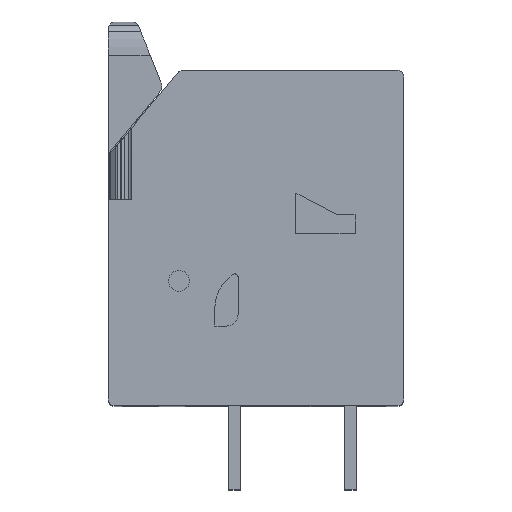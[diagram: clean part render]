
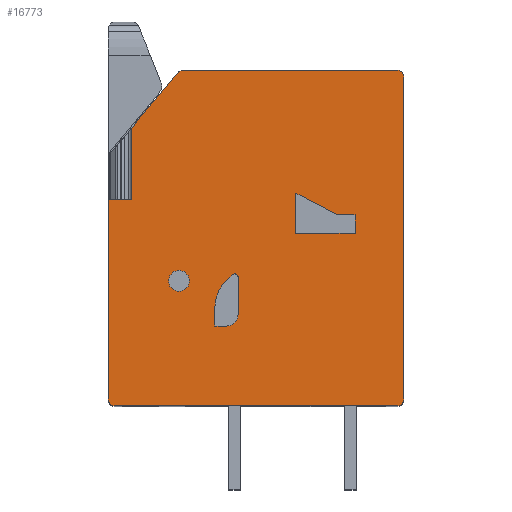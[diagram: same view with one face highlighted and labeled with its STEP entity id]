
A CAD part, top view. The second image highlights one B-rep face of the part: STEP entity #16773.
In plain terms, the highlighted planar face has unit normal (0, 0, 1).
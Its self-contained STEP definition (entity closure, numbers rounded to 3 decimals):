
#404=LINE('',#22296,#1716);
#405=LINE('',#22299,#1717);
#406=LINE('',#22301,#1718);
#407=LINE('',#22303,#1719);
#408=LINE('',#22305,#1720);
#409=LINE('',#22307,#1721);
#410=LINE('',#22309,#1722);
#411=LINE('',#22313,#1723);
#412=LINE('',#22317,#1724);
#413=LINE('',#22321,#1725);
#414=LINE('',#22325,#1726);
#415=LINE('',#22326,#1727);
#416=LINE('',#22329,#1728);
#417=LINE('',#22331,#1729);
#418=LINE('',#22333,#1730);
#419=LINE('',#22335,#1731);
#420=LINE('',#22336,#1732);
#421=LINE('',#22341,#1733);
#422=LINE('',#22345,#1734);
#423=LINE('',#22349,#1735);
#1716=VECTOR('',#18628,1000.);
#1717=VECTOR('',#18629,1000.);
#1718=VECTOR('',#18630,1000.);
#1719=VECTOR('',#18631,1000.);
#1720=VECTOR('',#18632,1000.);
#1721=VECTOR('',#18633,1000.);
#1722=VECTOR('',#18634,1000.);
#1723=VECTOR('',#18637,1000.);
#1724=VECTOR('',#18640,1000.);
#1725=VECTOR('',#18643,1000.);
#1726=VECTOR('',#18646,1000.);
#1727=VECTOR('',#18647,1000.);
#1728=VECTOR('',#18648,1000.);
#1729=VECTOR('',#18649,1000.);
#1730=VECTOR('',#18650,1000.);
#1731=VECTOR('',#18651,1000.);
#1732=VECTOR('',#18652,1000.);
#1733=VECTOR('',#18655,1000.);
#1734=VECTOR('',#18658,1000.);
#1735=VECTOR('',#18661,1000.);
#3028=ORIENTED_EDGE('',*,*,#6758,.F.);
#3029=ORIENTED_EDGE('',*,*,#6759,.F.);
#3030=ORIENTED_EDGE('',*,*,#6760,.T.);
#3031=ORIENTED_EDGE('',*,*,#6761,.T.);
#3032=ORIENTED_EDGE('',*,*,#6762,.T.);
#3033=ORIENTED_EDGE('',*,*,#6763,.F.);
#3034=ORIENTED_EDGE('',*,*,#6764,.T.);
#3035=ORIENTED_EDGE('',*,*,#6765,.T.);
#3036=ORIENTED_EDGE('',*,*,#6766,.T.);
#3037=ORIENTED_EDGE('',*,*,#6767,.T.);
#3038=ORIENTED_EDGE('',*,*,#6768,.T.);
#3039=ORIENTED_EDGE('',*,*,#6769,.T.);
#3040=ORIENTED_EDGE('',*,*,#6770,.T.);
#3041=ORIENTED_EDGE('',*,*,#6771,.T.);
#3042=ORIENTED_EDGE('',*,*,#6772,.T.);
#3043=ORIENTED_EDGE('',*,*,#6773,.T.);
#3044=ORIENTED_EDGE('',*,*,#6774,.F.);
#3045=ORIENTED_EDGE('',*,*,#6775,.F.);
#3046=ORIENTED_EDGE('',*,*,#6776,.F.);
#3047=ORIENTED_EDGE('',*,*,#6777,.F.);
#3048=ORIENTED_EDGE('',*,*,#6778,.F.);
#3049=ORIENTED_EDGE('',*,*,#6779,.F.);
#3050=ORIENTED_EDGE('',*,*,#6780,.F.);
#3051=ORIENTED_EDGE('',*,*,#6781,.F.);
#3052=ORIENTED_EDGE('',*,*,#6782,.F.);
#3053=ORIENTED_EDGE('',*,*,#6783,.F.);
#3054=ORIENTED_EDGE('',*,*,#6784,.F.);
#3055=ORIENTED_EDGE('',*,*,#6785,.F.);
#6758=EDGE_CURVE('',#8623,#8623,#9863,.T.);
#6759=EDGE_CURVE('',#8624,#8625,#404,.T.);
#6760=EDGE_CURVE('',#8624,#8626,#405,.T.);
#6761=EDGE_CURVE('',#8626,#8627,#406,.T.);
#6762=EDGE_CURVE('',#8627,#8628,#407,.T.);
#6763=EDGE_CURVE('',#8629,#8628,#408,.T.);
#6764=EDGE_CURVE('',#8629,#8630,#409,.T.);
#6765=EDGE_CURVE('',#8630,#8631,#410,.T.);
#6766=EDGE_CURVE('',#8631,#8632,#9864,.T.);
#6767=EDGE_CURVE('',#8632,#8633,#411,.T.);
#6768=EDGE_CURVE('',#8633,#8634,#9865,.T.);
#6769=EDGE_CURVE('',#8634,#8635,#412,.T.);
#6770=EDGE_CURVE('',#8635,#8636,#9866,.T.);
#6771=EDGE_CURVE('',#8636,#8637,#413,.T.);
#6772=EDGE_CURVE('',#8637,#8638,#9867,.T.);
#6773=EDGE_CURVE('',#8638,#8625,#414,.T.);
#6774=EDGE_CURVE('',#8639,#8640,#415,.T.);
#6775=EDGE_CURVE('',#8641,#8639,#416,.T.);
#6776=EDGE_CURVE('',#8642,#8641,#417,.T.);
#6777=EDGE_CURVE('',#8643,#8642,#418,.T.);
#6778=EDGE_CURVE('',#8640,#8643,#419,.T.);
#6779=EDGE_CURVE('',#8644,#8645,#420,.T.);
#6780=EDGE_CURVE('',#8646,#8644,#9868,.T.);
#6781=EDGE_CURVE('',#8647,#8646,#421,.T.);
#6782=EDGE_CURVE('',#8648,#8647,#9869,.T.);
#6783=EDGE_CURVE('',#8649,#8648,#422,.T.);
#6784=EDGE_CURVE('',#8650,#8649,#9870,.T.);
#6785=EDGE_CURVE('',#8645,#8650,#423,.T.);
#8623=VERTEX_POINT('',#22295);
#8624=VERTEX_POINT('',#22297);
#8625=VERTEX_POINT('',#22298);
#8626=VERTEX_POINT('',#22300);
#8627=VERTEX_POINT('',#22302);
#8628=VERTEX_POINT('',#22304);
#8629=VERTEX_POINT('',#22306);
#8630=VERTEX_POINT('',#22308);
#8631=VERTEX_POINT('',#22310);
#8632=VERTEX_POINT('',#22312);
#8633=VERTEX_POINT('',#22314);
#8634=VERTEX_POINT('',#22316);
#8635=VERTEX_POINT('',#22318);
#8636=VERTEX_POINT('',#22320);
#8637=VERTEX_POINT('',#22322);
#8638=VERTEX_POINT('',#22324);
#8639=VERTEX_POINT('',#22327);
#8640=VERTEX_POINT('',#22328);
#8641=VERTEX_POINT('',#22330);
#8642=VERTEX_POINT('',#22332);
#8643=VERTEX_POINT('',#22334);
#8644=VERTEX_POINT('',#22337);
#8645=VERTEX_POINT('',#22338);
#8646=VERTEX_POINT('',#22340);
#8647=VERTEX_POINT('',#22342);
#8648=VERTEX_POINT('',#22344);
#8649=VERTEX_POINT('',#22346);
#8650=VERTEX_POINT('',#22348);
#9863=CIRCLE('',#17445,0.45);
#9864=CIRCLE('',#17446,0.3);
#9865=CIRCLE('',#17447,0.3);
#9866=CIRCLE('',#17448,0.3);
#9867=CIRCLE('',#17449,0.3);
#9868=CIRCLE('',#17450,1.6);
#9869=CIRCLE('',#17451,0.15);
#9870=CIRCLE('',#17452,0.5);
#10301=EDGE_LOOP('',(#3028));
#10302=EDGE_LOOP('',(#3029,#3030,#3031,#3032,#3033,#3034,#3035,#3036,#3037,
#3038,#3039,#3040,#3041,#3042,#3043));
#10303=EDGE_LOOP('',(#3044,#3045,#3046,#3047,#3048));
#10304=EDGE_LOOP('',(#3049,#3050,#3051,#3052,#3053,#3054,#3055));
#11006=FACE_BOUND('',#10301,.T.);
#11007=FACE_BOUND('',#10302,.T.);
#11008=FACE_BOUND('',#10303,.T.);
#11009=FACE_BOUND('',#10304,.T.);
#11711=PLANE('',#17444);
#16773=ADVANCED_FACE('',(#11006,#11007,#11008,#11009),#11711,.T.);
#17444=AXIS2_PLACEMENT_3D('',#22293,#18624,#18625);
#17445=AXIS2_PLACEMENT_3D('',#22294,#18626,#18627);
#17446=AXIS2_PLACEMENT_3D('',#22311,#18635,#18636);
#17447=AXIS2_PLACEMENT_3D('',#22315,#18638,#18639);
#17448=AXIS2_PLACEMENT_3D('',#22319,#18641,#18642);
#17449=AXIS2_PLACEMENT_3D('',#22323,#18644,#18645);
#17450=AXIS2_PLACEMENT_3D('',#22339,#18653,#18654);
#17451=AXIS2_PLACEMENT_3D('',#22343,#18656,#18657);
#17452=AXIS2_PLACEMENT_3D('',#22347,#18659,#18660);
#18624=DIRECTION('',(0.,0.,1.));
#18625=DIRECTION('',(1.,0.,0.));
#18626=DIRECTION('',(0.,0.,1.));
#18627=DIRECTION('',(1.,0.,0.));
#18628=DIRECTION('',(0.,1.,0.));
#18629=DIRECTION('',(-1.,0.,0.));
#18630=DIRECTION('',(0.,1.,0.));
#18631=DIRECTION('',(-0.643,-0.766,0.));
#18632=DIRECTION('',(0.,1.,0.));
#18633=DIRECTION('',(-1.,0.,0.));
#18634=DIRECTION('',(0.,-1.,0.));
#18635=DIRECTION('',(0.,0.,1.));
#18636=DIRECTION('',(1.,0.,0.));
#18637=DIRECTION('',(1.,0.,0.));
#18638=DIRECTION('',(0.,0.,1.));
#18639=DIRECTION('',(1.,0.,0.));
#18640=DIRECTION('',(0.,1.,0.));
#18641=DIRECTION('',(0.,0.,1.));
#18642=DIRECTION('',(1.,0.,0.));
#18643=DIRECTION('',(-1.,0.,0.));
#18644=DIRECTION('',(0.,0.,1.));
#18645=DIRECTION('',(1.,0.,0.));
#18646=DIRECTION('',(-0.643,-0.766,0.));
#18647=DIRECTION('',(0.,-1.,0.));
#18648=DIRECTION('',(-0.888,0.461,0.));
#18649=DIRECTION('',(-1.,0.,0.));
#18650=DIRECTION('',(0.,1.,0.));
#18651=DIRECTION('',(1.,0.,0.));
#18652=DIRECTION('',(0.,-1.,0.));
#18653=DIRECTION('',(0.,0.,1.));
#18654=DIRECTION('',(1.,0.,0.));
#18655=DIRECTION('',(-0.707,-0.707,0.));
#18656=DIRECTION('',(0.,0.,1.));
#18657=DIRECTION('',(1.,0.,0.));
#18658=DIRECTION('',(0.,1.,0.));
#18659=DIRECTION('',(0.,0.,1.));
#18660=DIRECTION('',(1.,0.,0.));
#18661=DIRECTION('',(1.,0.,0.));
#22293=CARTESIAN_POINT('',(-10.15,0.3,17.5));
#22294=CARTESIAN_POINT('',(-7.4,5.4,17.5));
#22295=CARTESIAN_POINT('',(-6.95,5.4,17.5));
#22296=CARTESIAN_POINT('',(-9.45,0.3,17.5));
#22297=CARTESIAN_POINT('',(-9.45,8.9,17.5));
#22298=CARTESIAN_POINT('',(-9.45,11.997,17.5));
#22299=CARTESIAN_POINT('',(-10.15,8.9,17.5));
#22300=CARTESIAN_POINT('',(-10.043,8.9,17.5));
#22301=CARTESIAN_POINT('',(-10.043,8.9,17.5));
#22302=CARTESIAN_POINT('',(-10.043,11.291,17.5));
#22303=CARTESIAN_POINT('',(-7.44,14.393,17.5));
#22304=CARTESIAN_POINT('',(-10.046,11.287,17.5));
#22305=CARTESIAN_POINT('',(-10.046,8.9,17.5));
#22306=CARTESIAN_POINT('',(-10.046,8.9,17.5));
#22307=CARTESIAN_POINT('',(-10.15,8.9,17.5));
#22308=CARTESIAN_POINT('',(-10.45,8.9,17.5));
#22309=CARTESIAN_POINT('',(-10.45,10.806,17.5));
#22310=CARTESIAN_POINT('',(-10.45,0.3,17.5));
#22311=CARTESIAN_POINT('',(-10.15,0.3,17.5));
#22312=CARTESIAN_POINT('',(-10.15,0.,17.5));
#22313=CARTESIAN_POINT('',(-10.15,0.,17.5));
#22314=CARTESIAN_POINT('',(2.,0.,17.5));
#22315=CARTESIAN_POINT('',(2.,0.3,17.5));
#22316=CARTESIAN_POINT('',(2.3,0.3,17.5));
#22317=CARTESIAN_POINT('',(2.3,0.3,17.5));
#22318=CARTESIAN_POINT('',(2.3,14.2,17.5));
#22319=CARTESIAN_POINT('',(2.,14.2,17.5));
#22320=CARTESIAN_POINT('',(2.,14.5,17.5));
#22321=CARTESIAN_POINT('',(2.,14.5,17.5));
#22322=CARTESIAN_POINT('',(-7.21,14.5,17.5));
#22323=CARTESIAN_POINT('',(-7.21,14.2,17.5));
#22324=CARTESIAN_POINT('',(-7.44,14.393,17.5));
#22325=CARTESIAN_POINT('',(-7.44,14.393,17.5));
#22326=CARTESIAN_POINT('',(-2.35,9.184,17.5));
#22327=CARTESIAN_POINT('',(-2.35,9.184,17.5));
#22328=CARTESIAN_POINT('',(-2.35,7.45,17.5));
#22329=CARTESIAN_POINT('',(-0.55,8.25,17.5));
#22330=CARTESIAN_POINT('',(-0.55,8.25,17.5));
#22331=CARTESIAN_POINT('',(0.2,8.25,17.5));
#22332=CARTESIAN_POINT('',(0.2,8.25,17.5));
#22333=CARTESIAN_POINT('',(0.2,7.45,17.5));
#22334=CARTESIAN_POINT('',(0.2,7.45,17.5));
#22335=CARTESIAN_POINT('',(-2.35,7.45,17.5));
#22336=CARTESIAN_POINT('',(-5.85,4.249,17.5));
#22337=CARTESIAN_POINT('',(-5.85,4.249,17.5));
#22338=CARTESIAN_POINT('',(-5.85,3.45,17.5));
#22339=CARTESIAN_POINT('',(-4.25,4.249,17.5));
#22340=CARTESIAN_POINT('',(-5.381,5.381,17.5));
#22341=CARTESIAN_POINT('',(-5.106,5.656,17.5));
#22342=CARTESIAN_POINT('',(-5.106,5.656,17.5));
#22343=CARTESIAN_POINT('',(-5.,5.55,17.5));
#22344=CARTESIAN_POINT('',(-4.85,5.55,17.5));
#22345=CARTESIAN_POINT('',(-4.85,3.95,17.5));
#22346=CARTESIAN_POINT('',(-4.85,3.95,17.5));
#22347=CARTESIAN_POINT('',(-5.35,3.95,17.5));
#22348=CARTESIAN_POINT('',(-5.35,3.45,17.5));
#22349=CARTESIAN_POINT('',(-5.85,3.45,17.5));
